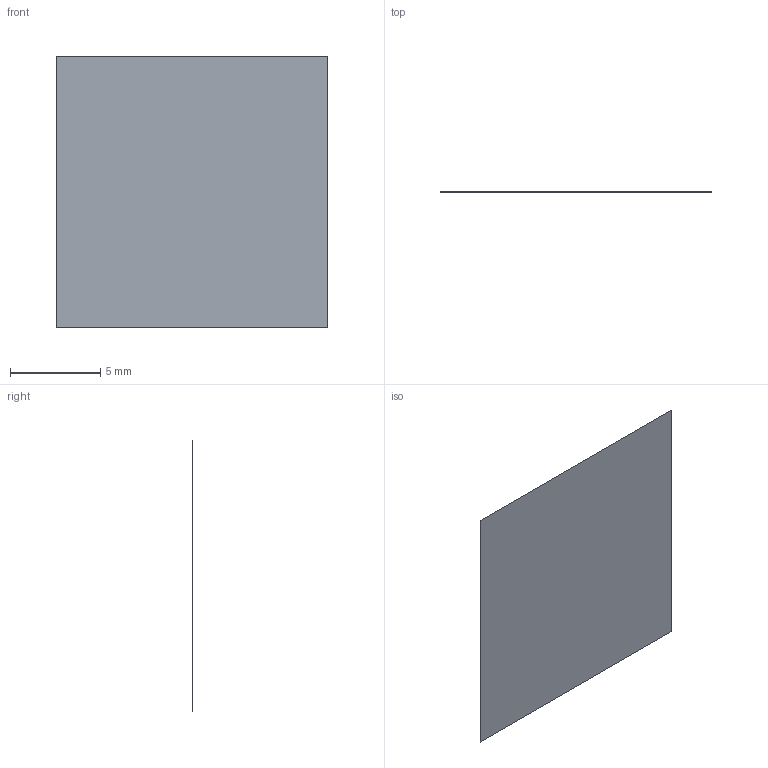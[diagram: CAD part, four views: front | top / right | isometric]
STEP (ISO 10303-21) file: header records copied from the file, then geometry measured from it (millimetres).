
FILE_DESCRIPTION(('ROUND 9 C2','catia model test','test','CATIA model tolerance 0.02000'),'2;1');
FILE_NAME('test','2002-01-11T09:55:24+1:00',('Winfried Weber'),('T-Systems ITS GmbH','CAD/CAM','Fasanenweg 9','D-70771 Leinfelden-Echterdingen'),'T-Systems : CATIA V4-->STEP Version 4.1.1.4','CATIA V4','none');
FILE_SCHEMA(('AUTOMOTIVE_DESIGN { 1 0 10303 214 0 1 1 1 }'));
Length unit declared in the file: millimetre
Products named in the file (1): Test
Bounding box: 15 x 0 x 15 mm (x, y, z)
Surface area: 225 mm2 (no closed solid volume)
Topology: 0 solids, 1 shells, 1 faces, 5 edges, 6 vertices
Faces by surface type: plane 1
Entity records: 221 total; most frequent: CARTESIAN_POINT 130, B_SPLINE_CURVE_WITH_KNOTS 9, DIRECTION 8, AXIS2_PLACEMENT_3D 4, DEFINITIONAL_REPRESENTATION 4, PCURVE 4, VERTEX_POINT 4, EDGE_CURVE 4
